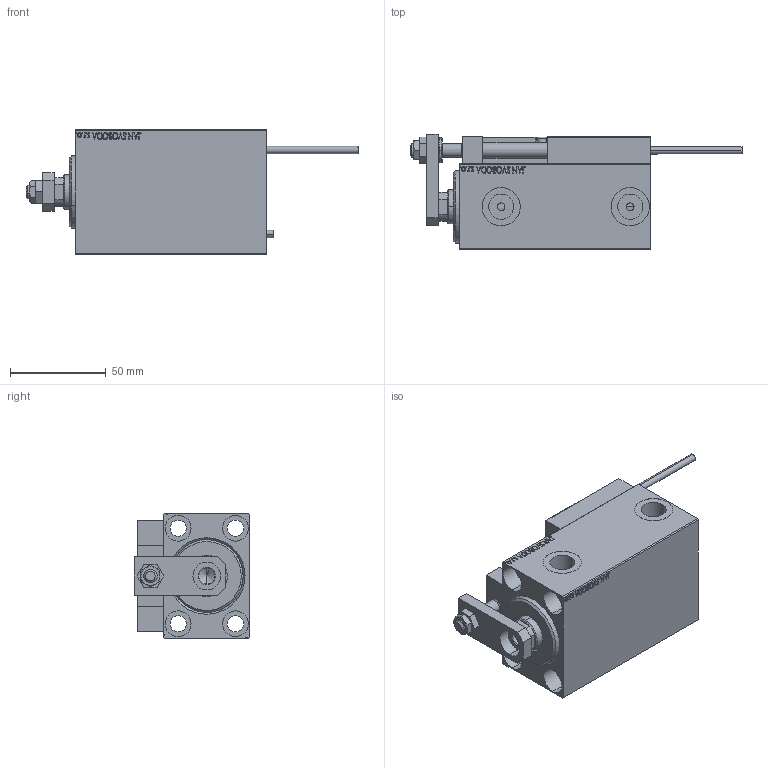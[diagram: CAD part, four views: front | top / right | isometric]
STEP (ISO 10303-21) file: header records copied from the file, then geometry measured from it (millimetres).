
FILE_DESCRIPTION (( 'STEP AP203' ), '1' );
FILE_NAME ('2db4.STEP', '2021-04-20T13:04:42', ( '' ), ( '' ), 'SwSTEP 2.0', 'SolidWorks 2019', '' );
FILE_SCHEMA (( 'CONFIG_CONTROL_DESIGN' ));
Length unit declared in the file: millimetre
Products named in the file (16): NUT_D12 39d7fa12d55b18c052e1c9c2c33c4a5f; Block 39d7fa12d55b18c052e1c9c2c33c4a5f; ALLEN BOLT D8 39d7fa12d55b18c052e1c9c2c33c4a5f; ZARAZKA 39d7fa12d55b18c052e1c9c2c33c4a5f; V450CM_VC_B 39d7fa12d55b18c052e1c9c2c33c4a5f; SWITCH_X_FRONT_BACK 39d7fa12d55b18c052e1c9c2c33c4a5f; 2db4; V450CM_C_VCP 39d7fa12d55b18c052e1c9c2c33c4a5f; SWITCH X 39d7fa12d55b18c052e1c9c2c33c4a5f; MAGNET 39d7fa12d55b18c052e1c9c2c33c4a5f; SWITCH DIM B,W 39d7fa12d55b18c052e1c9c2c33c4a5f; V450CM_C 39d7fa12d55b18c052e1c9c2c33c4a5f; NUT_D10 39d7fa12d55b18c052e1c9c2c33c4a5f; TYC_L79 39d7fa12d55b18c052e1c9c2c33c4a5f; ALLEN BOLT D5 39d7fa12d55b18c052e1c9c2c33c4a5f; KONCOVKA 39d7fa12d55b18c052e1c9c2c33c4a5f
Assembly tree (25 placements, depth 3):
  2db4
    V450CM_C 39d7fa12d55b18c052e1c9c2c33c4a5f
    SWITCH X 39d7fa12d55b18c052e1c9c2c33c4a5f
      SWITCH_X_FRONT_BACK 39d7fa12d55b18c052e1c9c2c33c4a5f  x2
      TYC_L79 39d7fa12d55b18c052e1c9c2c33c4a5f
      Block 39d7fa12d55b18c052e1c9c2c33c4a5f  x2
      ALLEN BOLT D5 39d7fa12d55b18c052e1c9c2c33c4a5f  x4
      ALLEN BOLT D8 39d7fa12d55b18c052e1c9c2c33c4a5f  x4
      MAGNET 39d7fa12d55b18c052e1c9c2c33c4a5f  x2
      KONCOVKA 39d7fa12d55b18c052e1c9c2c33c4a5f  x2
    NUT_D12 39d7fa12d55b18c052e1c9c2c33c4a5f
    SWITCH DIM B,W 39d7fa12d55b18c052e1c9c2c33c4a5f
    ZARAZKA 39d7fa12d55b18c052e1c9c2c33c4a5f
    NUT_D10 39d7fa12d55b18c052e1c9c2c33c4a5f
    V450CM_C_VCP 39d7fa12d55b18c052e1c9c2c33c4a5f
    V450CM_VC_B 39d7fa12d55b18c052e1c9c2c33c4a5f
Bounding box: 173.7 x 60.5 x 65 mm (x, y, z)
Volume: 294814.2 mm3; surface area: 86817.4 mm2
Topology: 24 solids, 24 shells, 1316 faces, 3152 edges, 2014 vertices
Faces by surface type: plane 573, bspline 380, cylinder 202, cone 113, torus 44, sphere 4
Entity records: 51557 total; most frequent: CARTESIAN_POINT 26382, ORIENTED_EDGE 5324, DIRECTION 3623, EDGE_CURVE 2662, VERTEX_POINT 1738, VECTOR 1517, LINE 1517, EDGE_LOOP 1234
